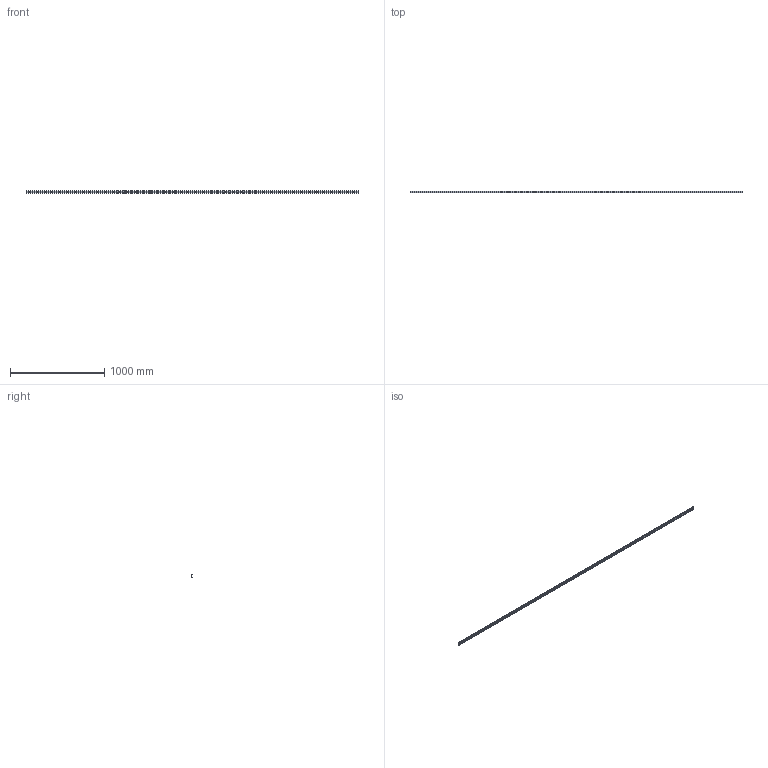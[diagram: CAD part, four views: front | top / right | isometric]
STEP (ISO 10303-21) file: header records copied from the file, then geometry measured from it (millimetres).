
FILE_DESCRIPTION((''),'2;1');
FILE_NAME('LCU 28H-3520.V.stp','2016-05-04T10:29:32',('MRathmann'),(''),'Autodesk Inventor 2012','Autodesk Inventor 2012','');
FILE_SCHEMA(('CONFIG_CONTROL_DESIGN'));
Length unit declared in the file: millimetre
Products named in the file (1): LCU 28H-3520.V
Bounding box: 3520 x 12.3 x 28 mm (x, y, z)
Volume: 534496.4 mm3; surface area: 333135.4 mm2
Topology: 1 solids, 1 shells, 108 faces, 318 edges, 212 vertices
Faces by surface type: cylinder 53, cone 44, plane 11
Full cylindrical faces by diameter (mm): 5.5 x44
Entity records: 3038 total; most frequent: DIRECTION 554, CARTESIAN_POINT 463, ORIENTED_EDGE 372, EDGE_LOOP 284, AXIS2_PLACEMENT_3D 259, EDGE_CURVE 186, FACE_BOUND 176, VERTEX_POINT 168
